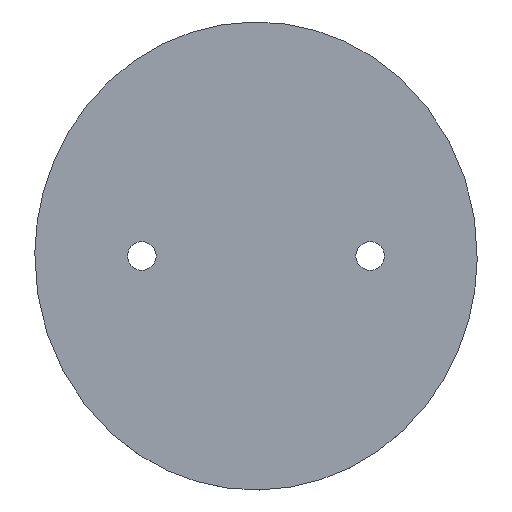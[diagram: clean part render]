
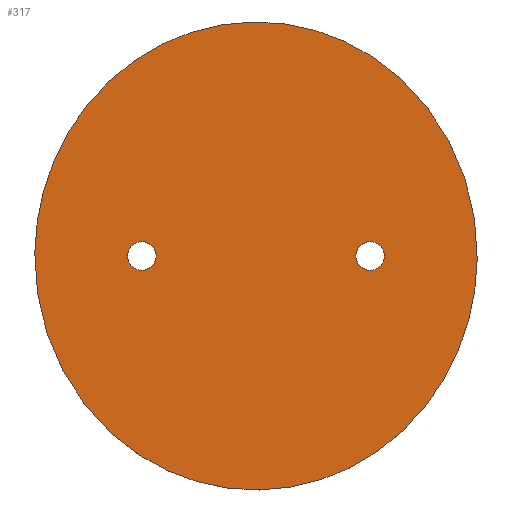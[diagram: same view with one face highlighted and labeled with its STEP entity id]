
A CAD part, top view. The second image highlights one B-rep face of the part: STEP entity #317.
In plain terms, the highlighted planar face has unit normal (0, 0, 1).
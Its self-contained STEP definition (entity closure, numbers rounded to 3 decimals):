
#66=CARTESIAN_POINT('Vertex',(96.889,-1.445,6.)) ;
#92=CARTESIAN_POINT('Vertex',(-96.889,1.445,6.)) ;
#96=CARTESIAN_POINT('Control Point',(96.889,-1.445,6.)) ;
#97=CARTESIAN_POINT('Control Point',(97.129,14.654,6.)) ;
#98=CARTESIAN_POINT('Control Point',(94.381,30.797,6.)) ;
#99=CARTESIAN_POINT('Control Point',(88.629,46.157,6.)) ;
#100=CARTESIAN_POINT('Control Point',(71.738,73.652,6.)) ;
#101=CARTESIAN_POINT('Control Point',(46.262,92.333,6.)) ;
#102=CARTESIAN_POINT('Control Point',(31.92,98.874,6.)) ;
#103=CARTESIAN_POINT('Control Point',(1.576,105.65,6.)) ;
#104=CARTESIAN_POINT('Control Point',(-28.957,99.782,6.)) ;
#105=CARTESIAN_POINT('Control Point',(-43.488,93.672,6.)) ;
#106=CARTESIAN_POINT('Control Point',(-69.51,75.759,6.)) ;
#107=CARTESIAN_POINT('Control Point',(-87.213,48.779,6.)) ;
#108=CARTESIAN_POINT('Control Point',(-93.421,33.598,6.)) ;
#109=CARTESIAN_POINT('Control Point',(-96.649,17.544,6.)) ;
#110=CARTESIAN_POINT('Control Point',(-96.889,1.445,6.)) ;
#145=CARTESIAN_POINT('Control Point',(-96.889,1.445,6.)) ;
#146=CARTESIAN_POINT('Control Point',(-97.129,-14.654,6.)) ;
#147=CARTESIAN_POINT('Control Point',(-94.381,-30.797,6.)) ;
#148=CARTESIAN_POINT('Control Point',(-88.629,-46.157,6.)) ;
#149=CARTESIAN_POINT('Control Point',(-71.738,-73.652,6.)) ;
#150=CARTESIAN_POINT('Control Point',(-46.262,-92.333,6.)) ;
#151=CARTESIAN_POINT('Control Point',(-31.92,-98.874,6.)) ;
#152=CARTESIAN_POINT('Control Point',(-1.576,-105.65,6.)) ;
#153=CARTESIAN_POINT('Control Point',(28.957,-99.782,6.)) ;
#154=CARTESIAN_POINT('Control Point',(43.488,-93.672,6.)) ;
#155=CARTESIAN_POINT('Control Point',(69.51,-75.759,6.)) ;
#156=CARTESIAN_POINT('Control Point',(87.213,-48.779,6.)) ;
#157=CARTESIAN_POINT('Control Point',(93.421,-33.598,6.)) ;
#158=CARTESIAN_POINT('Control Point',(96.649,-17.544,6.)) ;
#159=CARTESIAN_POINT('Control Point',(96.889,-1.445,6.)) ;
#173=CARTESIAN_POINT('Axis2P3D Location',(-50.,0.,6.)) ;
#177=CARTESIAN_POINT('Vertex',(-56.25,0.,6.)) ;
#179=CARTESIAN_POINT('Vertex',(-43.75,0.,6.)) ;
#208=CARTESIAN_POINT('Axis2P3D Location',(-50.,0.,6.)) ;
#230=CARTESIAN_POINT('Axis2P3D Location',(50.,0.,6.)) ;
#234=CARTESIAN_POINT('Vertex',(43.75,0.,6.)) ;
#236=CARTESIAN_POINT('Vertex',(56.25,0.,6.)) ;
#265=CARTESIAN_POINT('Axis2P3D Location',(50.,0.,6.)) ;
#300=CARTESIAN_POINT('Axis2P3D Location',(0.,0.,6.)) ;
#174=DIRECTION('Axis2P3D Direction',(0.,0.,1.)) ;
#209=DIRECTION('Axis2P3D Direction',(0.,0.,1.)) ;
#231=DIRECTION('Axis2P3D Direction',(0.,0.,1.)) ;
#266=DIRECTION('Axis2P3D Direction',(0.,0.,1.)) ;
#301=DIRECTION('Axis2P3D Direction',(0.,0.,1.)) ;
#302=DIRECTION('Axis2P3D XDirection',(1.,0.,0.)) ;
#175=AXIS2_PLACEMENT_3D('Circle Axis2P3D',#173,#174,$) ;
#210=AXIS2_PLACEMENT_3D('Circle Axis2P3D',#208,#209,$) ;
#232=AXIS2_PLACEMENT_3D('Circle Axis2P3D',#230,#231,$) ;
#267=AXIS2_PLACEMENT_3D('Circle Axis2P3D',#265,#266,$) ;
#303=AXIS2_PLACEMENT_3D('Plane Axis2P3D',#300,#301,#302) ;
#306=ORIENTED_EDGE('',*,*,#111,.T.) ;
#307=ORIENTED_EDGE('',*,*,#160,.T.) ;
#310=ORIENTED_EDGE('',*,*,#181,.F.) ;
#311=ORIENTED_EDGE('',*,*,#212,.F.) ;
#314=ORIENTED_EDGE('',*,*,#238,.F.) ;
#315=ORIENTED_EDGE('',*,*,#269,.F.) ;
#312=FACE_BOUND('',#309,.T.) ;
#316=FACE_BOUND('',#313,.T.) ;
#317=ADVANCED_FACE('PartBody',(#308,#312,#316),#304,.T.) ;
#95=B_SPLINE_CURVE_WITH_KNOTS('',5,(#96,#97,#98,#99,#100,#101,#102,#103,#104,#105,#106,#107,#108,#109,#110),.UNSPECIFIED.,.F.,.U.,(6,3,3,3,6),(664.695,775.478,886.26,997.043,1107.825),.UNSPECIFIED.) ;
#144=B_SPLINE_CURVE_WITH_KNOTS('',5,(#145,#146,#147,#148,#149,#150,#151,#152,#153,#154,#155,#156,#157,#158,#159),.UNSPECIFIED.,.F.,.U.,(6,3,3,3,6),(1107.825,1218.608,1329.39,1440.173,1550.955),.UNSPECIFIED.) ;
#176=CIRCLE('generated circle',#175,6.25) ;
#211=CIRCLE('generated circle',#210,6.25) ;
#233=CIRCLE('generated circle',#232,6.25) ;
#268=CIRCLE('generated circle',#267,6.25) ;
#111=EDGE_CURVE('',#67,#93,#95,.T.) ;
#160=EDGE_CURVE('',#93,#67,#144,.T.) ;
#181=EDGE_CURVE('',#178,#180,#176,.T.) ;
#212=EDGE_CURVE('',#180,#178,#211,.T.) ;
#238=EDGE_CURVE('',#235,#237,#233,.T.) ;
#269=EDGE_CURVE('',#237,#235,#268,.T.) ;
#305=EDGE_LOOP('',(#306,#307)) ;
#309=EDGE_LOOP('',(#310,#311)) ;
#313=EDGE_LOOP('',(#314,#315)) ;
#308=FACE_OUTER_BOUND('',#305,.T.) ;
#304=PLANE('',#303) ;
#67=VERTEX_POINT('',#66) ;
#93=VERTEX_POINT('',#92) ;
#178=VERTEX_POINT('',#177) ;
#180=VERTEX_POINT('',#179) ;
#235=VERTEX_POINT('',#234) ;
#237=VERTEX_POINT('',#236) ;
